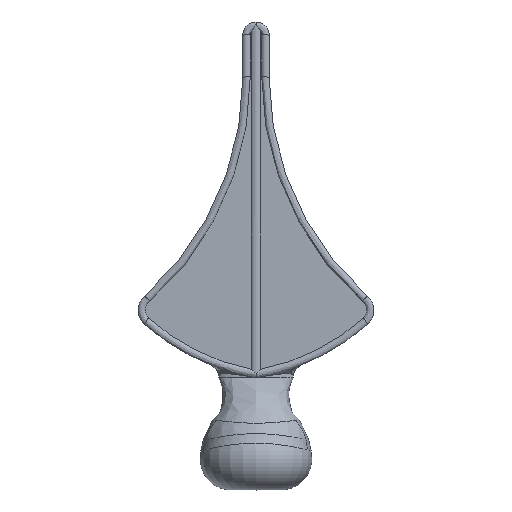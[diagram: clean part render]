
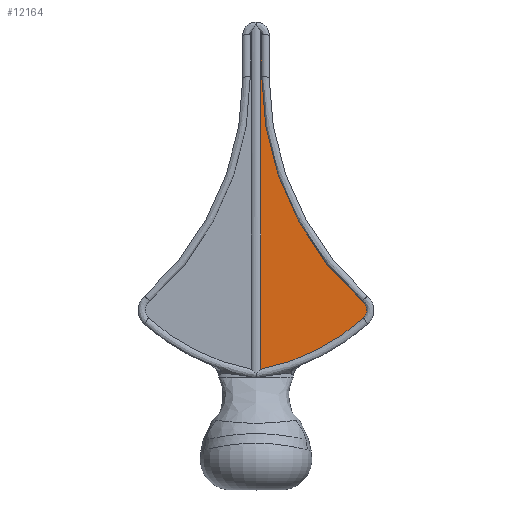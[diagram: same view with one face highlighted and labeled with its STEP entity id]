
A CAD part, top view. The second image highlights one B-rep face of the part: STEP entity #12164.
In plain terms, the highlighted planar face has unit normal (0, 0, 1).
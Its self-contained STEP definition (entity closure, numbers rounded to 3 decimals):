
#42 = VECTOR ( 'NONE', #8442, 1000. ) ;
#495 = CARTESIAN_POINT ( 'NONE',  ( 1.528, 91.833, 2.75 ) ) ;
#903 = DIRECTION ( 'NONE',  ( -1., 0., 0. ) ) ;
#1210 = CARTESIAN_POINT ( 'NONE',  ( 1.25, 92.439, 2.75 ) ) ;
#1546 = VERTEX_POINT ( 'NONE', #9106 ) ;
#1845 = CARTESIAN_POINT ( 'NONE',  ( 26.5, 18., 2.75 ) ) ;
#1854 = DIRECTION ( 'NONE',  ( -0.666, -0.746, 0. ) ) ;
#1961 = CIRCLE ( 'NONE', #10590, 80.105 ) ;
#2306 = CIRCLE ( 'NONE', #4628, 58.029 ) ;
#2553 = ORIENTED_EDGE ( 'NONE', *, *, #6936, .T. ) ;
#2627 = ORIENTED_EDGE ( 'NONE', *, *, #3898, .T. ) ;
#2693 = EDGE_CURVE ( 'NONE', #11973, #4717, #11698, .T. ) ;
#2737 = CARTESIAN_POINT ( 'NONE',  ( 1.25, 2.232, 2.75 ) ) ;
#2806 = ORIENTED_EDGE ( 'NONE', *, *, #3941, .T. ) ;
#3032 = EDGE_CURVE ( 'NONE', #8437, #11973, #5419, .T. ) ;
#3076 = ORIENTED_EDGE ( 'NONE', *, *, #3032, .T. ) ;
#3080 = CARTESIAN_POINT ( 'NONE',  ( 1.528, 80.553, 2.75 ) ) ;
#3898 = EDGE_CURVE ( 'NONE', #1546, #12382, #1961, .T. ) ;
#3941 = EDGE_CURVE ( 'NONE', #4717, #12324, #2306, .T. ) ;
#4021 = CARTESIAN_POINT ( 'NONE',  ( 0., 91.5, 2.75 ) ) ;
#4095 = PLANE ( 'NONE',  #10174 ) ;
#4450 = ORIENTED_EDGE ( 'NONE', *, *, #2693, .T. ) ;
#4628 = AXIS2_PLACEMENT_3D ( 'NONE', #12844, #9746, #9832 ) ;
#4646 = FACE_OUTER_BOUND ( 'NONE', #10280, .T. ) ;
#4717 = VERTEX_POINT ( 'NONE', #2737 ) ;
#5259 = CARTESIAN_POINT ( 'NONE',  ( 28.757, 15.954, 2.75 ) ) ;
#5419 = CIRCLE ( 'NONE', #7895, 1.564 ) ;
#5457 = CARTESIAN_POINT ( 'NONE',  ( 1.25, 95.002, 2.75 ) ) ;
#5993 = DIRECTION ( 'NONE',  ( 0., 0., 1. ) ) ;
#6345 = CARTESIAN_POINT ( 'NONE',  ( 1.528, 80.553, 2.75 ) ) ;
#6674 = ORIENTED_EDGE ( 'NONE', *, *, #10020, .T. ) ;
#6922 = DIRECTION ( 'NONE',  ( 0.741, -0.672, 0. ) ) ;
#6936 = EDGE_CURVE ( 'NONE', #12324, #1546, #9387, .T. ) ;
#7268 = VECTOR ( 'NONE', #11244, 1000. ) ;
#7895 = AXIS2_PLACEMENT_3D ( 'NONE', #4021, #5993, #8964 ) ;
#8240 = DIRECTION ( 'NONE',  ( 0., 0., -1. ) ) ;
#8437 = VERTEX_POINT ( 'NONE', #495 ) ;
#8442 = DIRECTION ( 'NONE',  ( 0., -1., 0. ) ) ;
#8964 = DIRECTION ( 'NONE',  ( 0.977, 0.213, 0. ) ) ;
#9106 = CARTESIAN_POINT ( 'NONE',  ( 28.259, 20.487, 2.75 ) ) ;
#9387 = CIRCLE ( 'NONE', #9466, 3.046 ) ;
#9466 = AXIS2_PLACEMENT_3D ( 'NONE', #1845, #11145, #6922 ) ;
#9746 = DIRECTION ( 'NONE',  ( 0., 0., 1. ) ) ;
#9832 = DIRECTION ( 'NONE',  ( 0.172, -0.985, 0. ) ) ;
#10020 = EDGE_CURVE ( 'NONE', #12382, #8437, #12422, .T. ) ;
#10174 = AXIS2_PLACEMENT_3D ( 'NONE', #11282, #8240, #903 ) ;
#10269 = DIRECTION ( 'NONE',  ( 0., 0., -1. ) ) ;
#10280 = EDGE_LOOP ( 'NONE', ( #3076, #4450, #2806, #2553, #2627, #6674 ) ) ;
#10590 = AXIS2_PLACEMENT_3D ( 'NONE', #13334, #10269, #1854 ) ;
#11145 = DIRECTION ( 'NONE',  ( 0., 0., 1. ) ) ;
#11244 = DIRECTION ( 'NONE',  ( 0., 1., 0. ) ) ;
#11282 = CARTESIAN_POINT ( 'NONE',  ( 0., 91.5, 2.75 ) ) ;
#11698 = LINE ( 'NONE', #5457, #42 ) ;
#11973 = VERTEX_POINT ( 'NONE', #1210 ) ;
#12164 = ADVANCED_FACE ( 'NONE', ( #4646 ), #4095, .F. ) ;
#12324 = VERTEX_POINT ( 'NONE', #5259 ) ;
#12382 = VERTEX_POINT ( 'NONE', #6345 ) ;
#12422 = LINE ( 'NONE', #3080, #7268 ) ;
#12844 = CARTESIAN_POINT ( 'NONE',  ( -9.975, 59.165, 2.75 ) ) ;
#13334 = CARTESIAN_POINT ( 'NONE',  ( 81.632, 80.221, 2.75 ) ) ;
